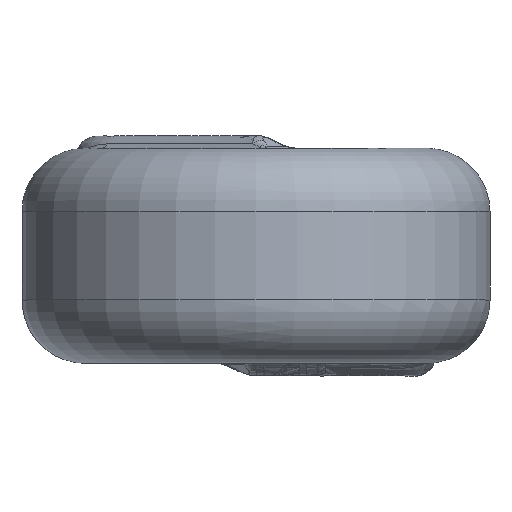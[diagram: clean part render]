
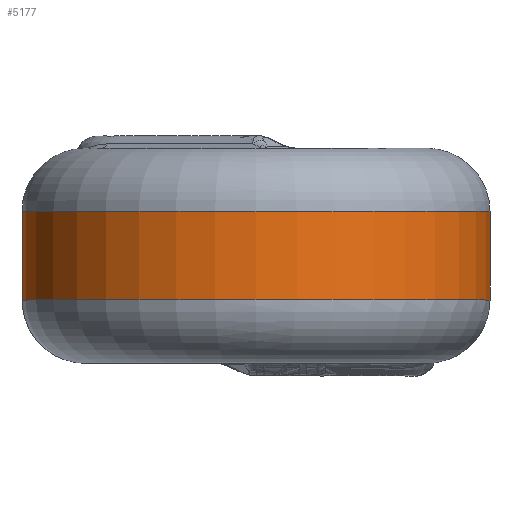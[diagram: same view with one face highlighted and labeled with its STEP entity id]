
A CAD part, top view. The second image highlights one B-rep face of the part: STEP entity #5177.
In plain terms, the highlighted cylindrical face has radius 3.7 mm (diameter 7.4 mm), a full revolution.
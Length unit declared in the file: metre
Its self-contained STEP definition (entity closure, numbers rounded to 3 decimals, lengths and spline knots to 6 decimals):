
#83=CIRCLE('',#5399,0.0037);
#84=CIRCLE('',#5400,0.0037);
#718=CYLINDRICAL_SURFACE('',#5398,0.0037);
#1413=ORIENTED_EDGE('',*,*,#2259,.T.);
#1414=ORIENTED_EDGE('',*,*,#2260,.F.);
#2259=EDGE_CURVE('',#2682,#2682,#83,.T.);
#2260=EDGE_CURVE('',#2683,#2683,#84,.T.);
#2682=VERTEX_POINT('',#8800);
#2683=VERTEX_POINT('',#8802);
#3186=EDGE_LOOP('',(#1413));
#3187=EDGE_LOOP('',(#1414));
#3418=FACE_BOUND('',#3186,.T.);
#3419=FACE_BOUND('',#3187,.T.);
#5177=ADVANCED_FACE('',(#3418,#3419),#718,.T.);
#5398=AXIS2_PLACEMENT_3D('',#8798,#5995,#5996);
#5399=AXIS2_PLACEMENT_3D('',#8799,#5997,#5998);
#5400=AXIS2_PLACEMENT_3D('',#8801,#5999,#6000);
#5995=DIRECTION('',(0.,1.,0.));
#5996=DIRECTION('',(0.,0.,1.));
#5997=DIRECTION('',(0.,1.,0.));
#5998=DIRECTION('',(0.,0.,1.));
#5999=DIRECTION('',(0.,1.,0.));
#6000=DIRECTION('',(0.,0.,1.));
#8798=CARTESIAN_POINT('',(0.,-0.0017,0.));
#8799=CARTESIAN_POINT('',(0.,-0.0007,0.));
#8800=CARTESIAN_POINT('',(0.,-0.0007,0.0037));
#8801=CARTESIAN_POINT('',(0.,0.0007,0.));
#8802=CARTESIAN_POINT('',(0.,0.0007,0.0037));
